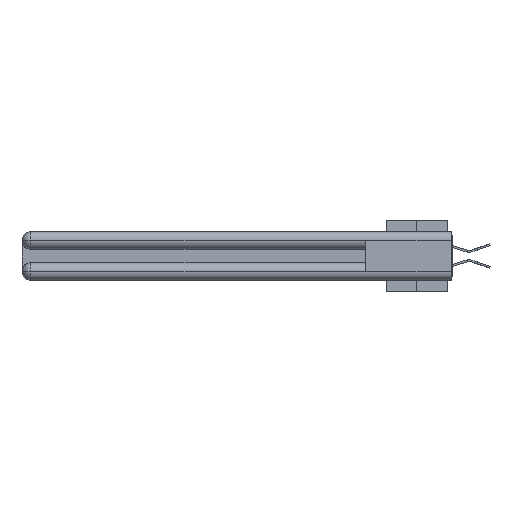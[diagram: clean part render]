
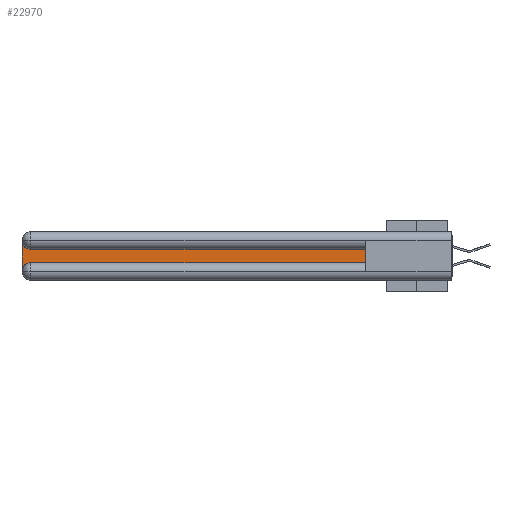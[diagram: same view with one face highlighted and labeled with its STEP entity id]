
A CAD part, left-side view. The second image highlights one B-rep face of the part: STEP entity #22970.
In plain terms, the highlighted planar face has unit normal (-1, 0, 0).
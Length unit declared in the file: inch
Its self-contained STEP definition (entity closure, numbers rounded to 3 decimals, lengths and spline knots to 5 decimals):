
#495 = CARTESIAN_POINT ( 'NONE',  ( 0.075, 0.6, -0.2175 ) ) ;
#594 = VERTEX_POINT ( 'NONE', #34365 ) ;
#2873 = PLANE ( 'NONE',  #6294 ) ;
#4834 = EDGE_CURVE ( 'NONE', #36313, #594, #17920, .T. ) ;
#5874 = ORIENTED_EDGE ( 'NONE', *, *, #15700, .T. ) ;
#6294 = AXIS2_PLACEMENT_3D ( 'NONE', #6646, #37609, #34417 ) ;
#6363 = LINE ( 'NONE', #30528, #32463 ) ;
#6646 = CARTESIAN_POINT ( 'NONE',  ( 0.075, 3., -0.1225 ) ) ;
#6961 = CARTESIAN_POINT ( 'NONE',  ( 0.075, 2.94, -0.2175 ) ) ;
#7140 = DIRECTION ( 'NONE',  ( 0., 0., -1. ) ) ;
#7850 = AXIS2_PLACEMENT_3D ( 'NONE', #20628, #13801, #7140 ) ;
#9549 = DIRECTION ( 'NONE',  ( 0., -1., 0. ) ) ;
#10119 = EDGE_CURVE ( 'NONE', #36946, #35535, #42607, .T. ) ;
#10465 = DIRECTION ( 'NONE',  ( 0., 1., 0. ) ) ;
#12800 = CARTESIAN_POINT ( 'NONE',  ( 0.075, 0.6, -0.1225 ) ) ;
#12884 = ORIENTED_EDGE ( 'NONE', *, *, #34662, .T. ) ;
#13633 = ORIENTED_EDGE ( 'NONE', *, *, #14779, .T. ) ;
#13801 = DIRECTION ( 'NONE',  ( 1., 0., 0. ) ) ;
#13858 = CARTESIAN_POINT ( 'NONE',  ( 0.075, 2.94, -0.1225 ) ) ;
#14534 = EDGE_CURVE ( 'NONE', #18307, #36946, #6363, .T. ) ;
#14779 = EDGE_CURVE ( 'NONE', #35535, #36313, #41100, .T. ) ;
#14952 = VECTOR ( 'NONE', #31347, 39.37008 ) ;
#15700 = EDGE_CURVE ( 'NONE', #31363, #18307, #35732, .T. ) ;
#17094 = LINE ( 'NONE', #31040, #14952 ) ;
#17920 = CIRCLE ( 'NONE', #18283, 0.06 ) ;
#18283 = AXIS2_PLACEMENT_3D ( 'NONE', #42753, #39117, #32472 ) ;
#18307 = VERTEX_POINT ( 'NONE', #6961 ) ;
#19545 = EDGE_LOOP ( 'NONE', ( #13633, #36613, #12884, #5874, #30438, #21754 ) ) ;
#20628 = CARTESIAN_POINT ( 'NONE',  ( 0.075, 2.94, -0.2775 ) ) ;
#21754 = ORIENTED_EDGE ( 'NONE', *, *, #10119, .T. ) ;
#22970 = ADVANCED_FACE ( 'NONE', ( #32527 ), #2873, .F. ) ;
#25071 = CARTESIAN_POINT ( 'NONE',  ( 0.075, 3., -0.2775 ) ) ;
#27637 = CARTESIAN_POINT ( 'NONE',  ( 0.075, 0.6, -0.1225 ) ) ;
#30438 = ORIENTED_EDGE ( 'NONE', *, *, #14534, .T. ) ;
#30528 = CARTESIAN_POINT ( 'NONE',  ( 0.075, 0.6, -0.2175 ) ) ;
#31040 = CARTESIAN_POINT ( 'NONE',  ( 0.075, 3., -0.2175 ) ) ;
#31347 = DIRECTION ( 'NONE',  ( 0., 0., -1. ) ) ;
#31363 = VERTEX_POINT ( 'NONE', #25071 ) ;
#32463 = VECTOR ( 'NONE', #9549, 39.37008 ) ;
#32472 = DIRECTION ( 'NONE',  ( 0., 0., -1. ) ) ;
#32527 = FACE_OUTER_BOUND ( 'NONE', #19545, .T. ) ;
#32579 = CARTESIAN_POINT ( 'NONE',  ( 0.075, 0.6, -0.2175 ) ) ;
#33349 = VECTOR ( 'NONE', #36203, 39.37008 ) ;
#34365 = CARTESIAN_POINT ( 'NONE',  ( 0.075, 3., -0.0625 ) ) ;
#34417 = DIRECTION ( 'NONE',  ( 0., 0., -1. ) ) ;
#34662 = EDGE_CURVE ( 'NONE', #594, #31363, #17094, .T. ) ;
#35535 = VERTEX_POINT ( 'NONE', #12800 ) ;
#35732 = CIRCLE ( 'NONE', #7850, 0.06 ) ;
#36203 = DIRECTION ( 'NONE',  ( 0., 0., 1. ) ) ;
#36313 = VERTEX_POINT ( 'NONE', #13858 ) ;
#36613 = ORIENTED_EDGE ( 'NONE', *, *, #4834, .T. ) ;
#36946 = VERTEX_POINT ( 'NONE', #495 ) ;
#37609 = DIRECTION ( 'NONE',  ( 1., 0., 0. ) ) ;
#39117 = DIRECTION ( 'NONE',  ( 1., 0., 0. ) ) ;
#41100 = LINE ( 'NONE', #27637, #42744 ) ;
#42607 = LINE ( 'NONE', #32579, #33349 ) ;
#42744 = VECTOR ( 'NONE', #10465, 39.37008 ) ;
#42753 = CARTESIAN_POINT ( 'NONE',  ( 0.075, 2.94, -0.0625 ) ) ;
